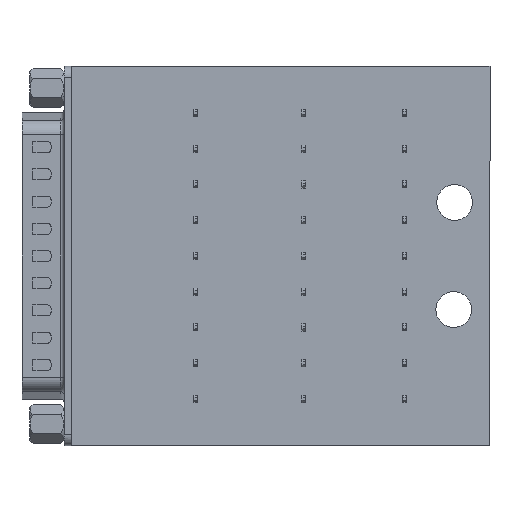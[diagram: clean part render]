
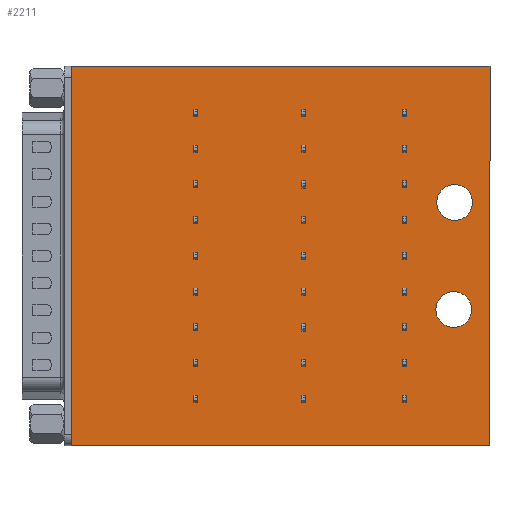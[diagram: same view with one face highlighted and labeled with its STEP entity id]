
A CAD part, front view. The second image highlights one B-rep face of the part: STEP entity #2211.
In plain terms, the highlighted face is planar.
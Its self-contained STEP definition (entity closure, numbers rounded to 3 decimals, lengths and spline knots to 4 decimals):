
#118 = VERTEX_POINT ( 'NONE', #13196 ) ;
#142 = VERTEX_POINT ( 'NONE', #13189 ) ;
#2096 = EDGE_CURVE ( 'NONE', #2174, #2175, #21436, .T. ) ;
#2144 = EDGE_CURVE ( 'NONE', #2156, #2150, #21608, .T. ) ;
#2149 = EDGE_CURVE ( 'NONE', #2175, #2156, #21612, .T. ) ;
#2150 = VERTEX_POINT ( 'NONE', #21595 ) ;
#2156 = VERTEX_POINT ( 'NONE', #21586 ) ;
#2174 = VERTEX_POINT ( 'NONE', #21833 ) ;
#2175 = VERTEX_POINT ( 'NONE', #21837 ) ;
#2187 = EDGE_CURVE ( 'NONE', #81649, #81648, #21945, .T. ) ;
#2188 = EDGE_LOOP ( 'NONE', ( #2190, #2189 ) ) ;
#2189 = ORIENTED_EDGE ( 'NONE', *, *, #81604, .T. ) ;
#2190 = ORIENTED_EDGE ( 'NONE', *, *, #2187, .T. ) ;
#2193 = ORIENTED_EDGE ( 'NONE', *, *, #2144, .F. ) ;
#2194 = ORIENTED_EDGE ( 'NONE', *, *, #2203, .F. ) ;
#2197 = ORIENTED_EDGE ( 'NONE', *, *, #2149, .F. ) ;
#2203 = EDGE_CURVE ( 'NONE', #2150, #2174, #22012, .T. ) ;
#2206 = EDGE_LOOP ( 'NONE', ( #2207, #2212 ) ) ;
#2207 = ORIENTED_EDGE ( 'NONE', *, *, #2214, .T. ) ;
#2211 = ADVANCED_FACE ( 'NONE', ( #22007, #21922, #22001 ), #21999, .F. ) ;
#2212 = ORIENTED_EDGE ( 'NONE', *, *, #39674, .T. ) ;
#2213 = EDGE_LOOP ( 'NONE', ( #2215, #2194, #2193, #2197 ) ) ;
#2214 = EDGE_CURVE ( 'NONE', #142, #118, #21998, .T. ) ;
#2215 = ORIENTED_EDGE ( 'NONE', *, *, #2096, .F. ) ;
#13189 = CARTESIAN_POINT ( 'NONE',  ( 2.2064, 0.2952, 0. ) ) ;
#13196 = CARTESIAN_POINT ( 'NONE',  ( 2.0096, 0.2952, 0. ) ) ;
#21431 = DIRECTION ( 'NONE',  ( 0., 1., 0. ) ) ;
#21432 = VECTOR ( 'NONE', #21431, 39.3701 ) ;
#21434 = CARTESIAN_POINT ( 'NONE',  ( 2.308, -1.045, 0. ) ) ;
#21436 = LINE ( 'NONE', #21434, #21432 ) ;
#21586 = CARTESIAN_POINT ( 'NONE',  ( 0., 1.045, 0. ) ) ;
#21593 = DIRECTION ( 'NONE',  ( -1., 0., 0. ) ) ;
#21594 = VECTOR ( 'NONE', #21593, 39.3701 ) ;
#21595 = CARTESIAN_POINT ( 'NONE',  ( 0., -1.045, 0. ) ) ;
#21600 = CARTESIAN_POINT ( 'NONE',  ( 2.308, 1.045, 0. ) ) ;
#21604 = DIRECTION ( 'NONE',  ( 0., -1., 0. ) ) ;
#21605 = VECTOR ( 'NONE', #21604, 39.3701 ) ;
#21607 = CARTESIAN_POINT ( 'NONE',  ( 0., -1.045, 0. ) ) ;
#21608 = LINE ( 'NONE', #21607, #21605 ) ;
#21612 = LINE ( 'NONE', #21600, #21594 ) ;
#21833 = CARTESIAN_POINT ( 'NONE',  ( 2.308, -1.045, 0. ) ) ;
#21837 = CARTESIAN_POINT ( 'NONE',  ( 2.308, 1.045, 0. ) ) ;
#21914 = DIRECTION ( 'NONE',  ( 1., 0., 0. ) ) ;
#21916 = DIRECTION ( 'NONE',  ( 0., 0., 1. ) ) ;
#21917 = CARTESIAN_POINT ( 'NONE',  ( 2.113, -0.2952, 0. ) ) ;
#21922 = FACE_BOUND ( 'NONE', #2188, .T. ) ;
#21925 = AXIS2_PLACEMENT_3D ( 'NONE', #21987, #21986, #21984 ) ;
#21939 = AXIS2_PLACEMENT_3D ( 'NONE', #21917, #21916, #21914 ) ;
#21945 = CIRCLE ( 'NONE', #21939, 0.0984 ) ;
#21984 = DIRECTION ( 'NONE',  ( 1., 0., 0. ) ) ;
#21986 = DIRECTION ( 'NONE',  ( 0., 0., 1. ) ) ;
#21987 = CARTESIAN_POINT ( 'NONE',  ( 2.108, 0.2952, 0. ) ) ;
#21995 = DIRECTION ( 'NONE',  ( 1., 0., 0. ) ) ;
#21996 = DIRECTION ( 'NONE',  ( 0., 0., 1. ) ) ;
#21997 = CARTESIAN_POINT ( 'NONE',  ( 2.308, 1.045, 0. ) ) ;
#21998 = CIRCLE ( 'NONE', #21925, 0.0984 ) ;
#21999 = PLANE ( 'NONE',  #22004 ) ;
#22001 = FACE_OUTER_BOUND ( 'NONE', #2213, .T. ) ;
#22002 = DIRECTION ( 'NONE',  ( 1., 0., 0. ) ) ;
#22003 = VECTOR ( 'NONE', #22002, 39.3701 ) ;
#22004 = AXIS2_PLACEMENT_3D ( 'NONE', #21997, #21996, #21995 ) ;
#22007 = FACE_BOUND ( 'NONE', #2206, .T. ) ;
#22011 = CARTESIAN_POINT ( 'NONE',  ( 2.308, -1.045, 0. ) ) ;
#22012 = LINE ( 'NONE', #22011, #22003 ) ;
#38171 = CARTESIAN_POINT ( 'NONE',  ( 2.113, -0.2952, 0. ) ) ;
#38200 = CIRCLE ( 'NONE', #38214, 0.0984 ) ;
#38212 = DIRECTION ( 'NONE',  ( 1., 0., 0. ) ) ;
#38213 = DIRECTION ( 'NONE',  ( 0., 0., 1. ) ) ;
#38214 = AXIS2_PLACEMENT_3D ( 'NONE', #38171, #38213, #38212 ) ;
#38273 = CARTESIAN_POINT ( 'NONE',  ( 2.2114, -0.2952, 0. ) ) ;
#38284 = CARTESIAN_POINT ( 'NONE',  ( 2.0146, -0.2952, 0. ) ) ;
#39674 = EDGE_CURVE ( 'NONE', #118, #142, #74919, .T. ) ;
#74884 = DIRECTION ( 'NONE',  ( 0., 0., 1. ) ) ;
#74906 = DIRECTION ( 'NONE',  ( 1., 0., 0. ) ) ;
#74907 = AXIS2_PLACEMENT_3D ( 'NONE', #74930, #74884, #74906 ) ;
#74919 = CIRCLE ( 'NONE', #74907, 0.0984 ) ;
#74930 = CARTESIAN_POINT ( 'NONE',  ( 2.108, 0.2952, 0. ) ) ;
#81604 = EDGE_CURVE ( 'NONE', #81648, #81649, #38200, .T. ) ;
#81648 = VERTEX_POINT ( 'NONE', #38284 ) ;
#81649 = VERTEX_POINT ( 'NONE', #38273 ) ;
